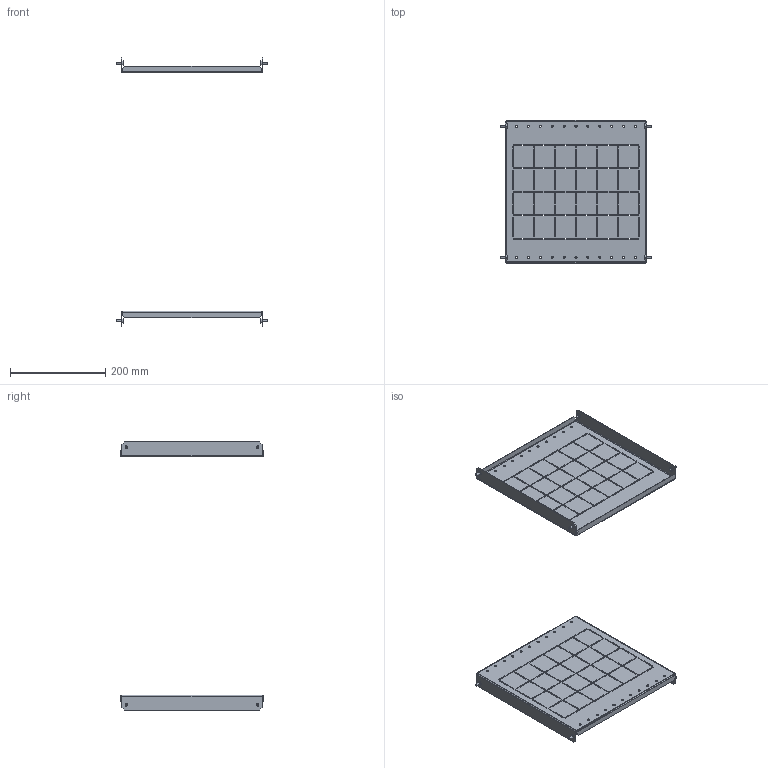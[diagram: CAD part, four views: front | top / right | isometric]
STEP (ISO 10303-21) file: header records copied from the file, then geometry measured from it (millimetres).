
FILE_DESCRIPTION (( 'STEP AP214' ), '1' );
FILE_NAME ('AleSta-PCV34 Ïàíåëè áîêîâûå äëÿ ñåêöèîíèðîâàíèÿ Â300 Ã400 ìì (2 øò).STEP', '2024-09-20T13:55:00', ( '' ), ( '' ), 'SwSTEP 2.0', 'SolidWorks 2021', '' );
FILE_SCHEMA (( 'AUTOMOTIVE_DESIGN' ));
Length unit declared in the file: millimetre
Products named in the file (3): Âèíò_ðåçüáîâûäàâëèâàþùèé_Ì5õ12_DIN 7500E_Œ5å12; MA1.800.060603.04.01 Ïàíåëè áîêîâûå äëÿ ñåêöèîíèðîâàíèÿ Â300 Ã600 ìì_‚300 ƒ400; AleSta-PCV34 Ïàíåëè áîêîâûå äëÿ ñåêöèîíèðîâàíèÿ Â300 Ã400 ìì (2 øò)
Assembly tree (10 placements, depth 2):
  AleSta-PCV34 Ïàíåëè áîêîâûå äëÿ ñåêöèîíèðîâàíèÿ Â300 Ã400 ìì (2 øò)
    MA1.800.060603.04.01 Ïàíåëè áîêîâûå äëÿ ñåêöèîíèðîâàíèÿ Â300 Ã600 ìì_‚300 ƒ400  x2
    Âèíò_ðåçüáîâûäàâëèâàþùèé_Ì5õ12_DIN 7500E_Œ5å12  x8
Bounding box: 318 x 299 x 562 mm (x, y, z)
Volume: 324904.1 mm3; surface area: 452760.5 mm2
Topology: 10 solids, 10 shells, 788 faces, 2176 edges, 1424 vertices
Faces by surface type: plane 620, cylinder 152, cone 16
Entity records: 11640 total; most frequent: CARTESIAN_POINT 1991, ORIENTED_EDGE 1972, DIRECTION 1834, EDGE_CURVE 986, VECTOR 856, LINE 856, VERTEX_POINT 646, EDGE_LOOP 516
